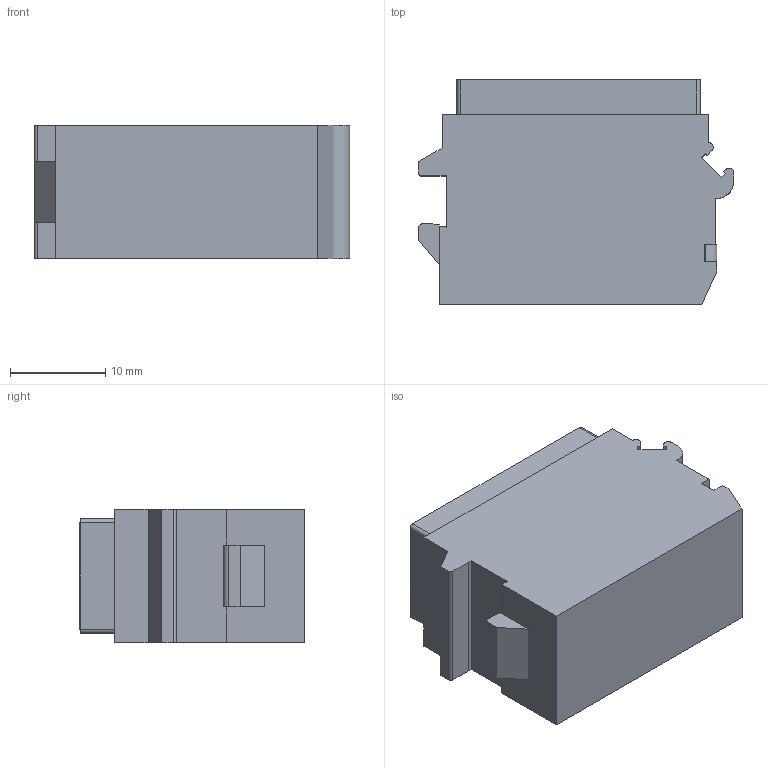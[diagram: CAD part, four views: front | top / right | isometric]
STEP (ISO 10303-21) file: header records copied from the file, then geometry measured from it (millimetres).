
FILE_DESCRIPTION((''),'2;1');
FILE_NAME('00177740304','2020-02-24T',('presta_be4'),(''),'CREO PARAMETRIC BY PTC INC, 2018360','CREO PARAMETRIC BY PTC INC, 2018360','');
FILE_SCHEMA(('CONFIG_CONTROL_DESIGN'));
Products named in the file (1): 00177740304
Bounding box: 33.15 x 23.65 x 14 mm (x, y, z)
Volume: 6205.7 mm3; surface area: 10765.4 mm2
Topology: 1 solids, 1 shells, 1552 faces, 4168 edges, 2633 vertices
Faces by surface type: plane 758, cylinder 274, torus 240, cone 184, bspline 80, sphere 16
Entity records: 59301 total; most frequent: CARTESIAN_POINT 21065, ORIENTED_EDGE 8304, DIRECTION 7823, EDGE_CURVE 4152, AXIS2_PLACEMENT_3D 2975, VERTEX_POINT 2633, VECTOR 1873, LINE 1873
